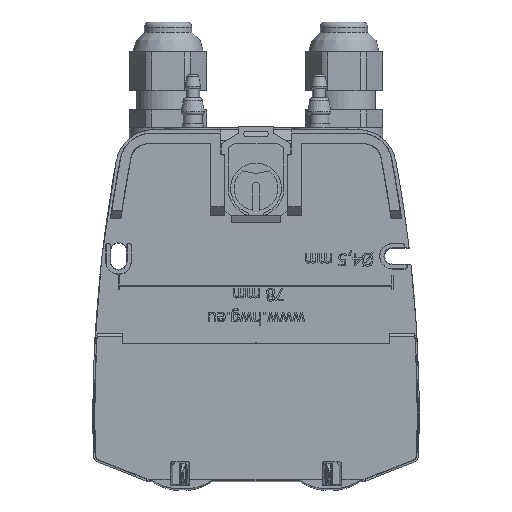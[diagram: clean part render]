
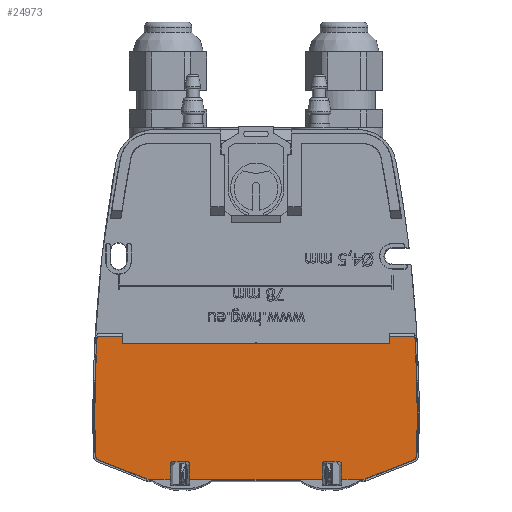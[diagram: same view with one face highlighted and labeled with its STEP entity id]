
A CAD part, front view. The second image highlights one B-rep face of the part: STEP entity #24973.
In plain terms, the highlighted planar face has unit normal (0, -1, 0).
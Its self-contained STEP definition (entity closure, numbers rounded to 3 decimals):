
#423=ELLIPSE('',#26508,0.8,0.8);
#425=ELLIPSE('',#26514,0.8,0.8);
#427=ELLIPSE('',#26519,0.8,0.8);
#429=ELLIPSE('',#26524,0.8,0.8);
#1626=PLANE('',#26661);
#2623=FACE_OUTER_BOUND('',#4087,.T.);
#4087=EDGE_LOOP('',(#19750,#19751,#19752,#19753,#19754,#19755,#19756,#19757,
#19758,#19759,#19760,#19761,#19762,#19763,#19764,#19765,#19766,#19767,#19768,
#19769,#19770,#19771,#19772,#19773,#19774,#19775));
#5911=LINE('',#40087,#8266);
#5935=LINE('',#40143,#8290);
#5947=LINE('',#40169,#8302);
#5951=LINE('',#40181,#8306);
#5956=LINE('',#40195,#8311);
#5959=LINE('',#40205,#8314);
#5971=LINE('',#40233,#8326);
#5973=LINE('',#40236,#8328);
#6081=LINE('',#40635,#8436);
#6082=LINE('',#40639,#8437);
#6083=LINE('',#40645,#8438);
#6084=LINE('',#40647,#8439);
#6085=LINE('',#40649,#8440);
#6086=LINE('',#40651,#8441);
#6087=LINE('',#40653,#8442);
#6088=LINE('',#40659,#8443);
#8266=VECTOR('',#29991,1.);
#8290=VECTOR('',#30049,1.);
#8302=VECTOR('',#30077,1.);
#8306=VECTOR('',#30093,1.);
#8311=VECTOR('',#30108,1.);
#8314=VECTOR('',#30121,1.);
#8326=VECTOR('',#30159,1.);
#8328=VECTOR('',#30163,1.);
#8436=VECTOR('',#30513,1.);
#8437=VECTOR('',#30516,1.);
#8438=VECTOR('',#30521,7.273);
#8439=VECTOR('',#30522,2.);
#8440=VECTOR('',#30523,76.);
#8441=VECTOR('',#30524,2.);
#8442=VECTOR('',#30525,7.273);
#8443=VECTOR('',#30530,1.);
#9950=CIRCLE('',#26662,3.413);
#9951=CIRCLE('',#26663,1.413);
#9952=CIRCLE('',#26664,399.413);
#9953=CIRCLE('',#26665,399.413);
#9954=CIRCLE('',#26666,1.413);
#9955=CIRCLE('',#26667,3.413);
#11538=VERTEX_POINT('',#40084);
#11539=VERTEX_POINT('',#40086);
#11553=VERTEX_POINT('',#40140);
#11554=VERTEX_POINT('',#40142);
#11558=VERTEX_POINT('',#40159);
#11560=VERTEX_POINT('',#40167);
#11561=VERTEX_POINT('',#40174);
#11562=VERTEX_POINT('',#40179);
#11563=VERTEX_POINT('',#40183);
#11565=VERTEX_POINT('',#40187);
#11566=VERTEX_POINT('',#40193);
#11568=VERTEX_POINT('',#40199);
#11571=VERTEX_POINT('',#40232);
#11660=VERTEX_POINT('',#40634);
#11661=VERTEX_POINT('',#40636);
#11662=VERTEX_POINT('',#40638);
#11663=VERTEX_POINT('',#40640);
#11664=VERTEX_POINT('',#40642);
#11665=VERTEX_POINT('',#40644);
#11666=VERTEX_POINT('',#40646);
#11667=VERTEX_POINT('',#40648);
#11668=VERTEX_POINT('',#40650);
#11669=VERTEX_POINT('',#40652);
#11670=VERTEX_POINT('',#40654);
#11671=VERTEX_POINT('',#40656);
#11672=VERTEX_POINT('',#40658);
#14367=EDGE_CURVE('',#11539,#11538,#5911,.F.);
#14397=EDGE_CURVE('',#11554,#11553,#5935,.F.);
#14407=EDGE_CURVE('',#11558,#11553,#423,.T.);
#14411=EDGE_CURVE('',#11558,#11560,#5947,.F.);
#14415=EDGE_CURVE('',#11561,#11560,#425,.T.);
#14417=EDGE_CURVE('',#11561,#11562,#5951,.F.);
#14421=EDGE_CURVE('',#11565,#11563,#427,.T.);
#14424=EDGE_CURVE('',#11565,#11566,#5956,.F.);
#14427=EDGE_CURVE('',#11568,#11538,#429,.T.);
#14429=EDGE_CURVE('',#11568,#11563,#5959,.F.);
#14441=EDGE_CURVE('',#11571,#11554,#5971,.T.);
#14443=EDGE_CURVE('',#11562,#11539,#5973,.T.);
#14605=EDGE_CURVE('',#11566,#11660,#6081,.T.);
#14606=EDGE_CURVE('',#11661,#11660,#9950,.F.);
#14607=EDGE_CURVE('',#11661,#11662,#6082,.T.);
#14608=EDGE_CURVE('',#11663,#11662,#9951,.F.);
#14609=EDGE_CURVE('',#11663,#11664,#9952,.T.);
#14610=EDGE_CURVE('',#11664,#11665,#6083,.T.);
#14611=EDGE_CURVE('',#11665,#11666,#6084,.T.);
#14612=EDGE_CURVE('',#11666,#11667,#6085,.T.);
#14613=EDGE_CURVE('',#11667,#11668,#6086,.T.);
#14614=EDGE_CURVE('',#11668,#11669,#6087,.T.);
#14615=EDGE_CURVE('',#11669,#11670,#9953,.T.);
#14616=EDGE_CURVE('',#11671,#11670,#9954,.F.);
#14617=EDGE_CURVE('',#11671,#11672,#6088,.T.);
#14618=EDGE_CURVE('',#11571,#11672,#9955,.F.);
#19750=ORIENTED_EDGE('',*,*,#14421,.F.);
#19751=ORIENTED_EDGE('',*,*,#14424,.T.);
#19752=ORIENTED_EDGE('',*,*,#14605,.T.);
#19753=ORIENTED_EDGE('',*,*,#14606,.F.);
#19754=ORIENTED_EDGE('',*,*,#14607,.T.);
#19755=ORIENTED_EDGE('',*,*,#14608,.F.);
#19756=ORIENTED_EDGE('',*,*,#14609,.T.);
#19757=ORIENTED_EDGE('',*,*,#14610,.T.);
#19758=ORIENTED_EDGE('',*,*,#14611,.T.);
#19759=ORIENTED_EDGE('',*,*,#14612,.T.);
#19760=ORIENTED_EDGE('',*,*,#14613,.T.);
#19761=ORIENTED_EDGE('',*,*,#14614,.T.);
#19762=ORIENTED_EDGE('',*,*,#14615,.T.);
#19763=ORIENTED_EDGE('',*,*,#14616,.F.);
#19764=ORIENTED_EDGE('',*,*,#14617,.T.);
#19765=ORIENTED_EDGE('',*,*,#14618,.F.);
#19766=ORIENTED_EDGE('',*,*,#14441,.T.);
#19767=ORIENTED_EDGE('',*,*,#14397,.T.);
#19768=ORIENTED_EDGE('',*,*,#14407,.F.);
#19769=ORIENTED_EDGE('',*,*,#14411,.T.);
#19770=ORIENTED_EDGE('',*,*,#14415,.F.);
#19771=ORIENTED_EDGE('',*,*,#14417,.T.);
#19772=ORIENTED_EDGE('',*,*,#14443,.T.);
#19773=ORIENTED_EDGE('',*,*,#14367,.T.);
#19774=ORIENTED_EDGE('',*,*,#14427,.F.);
#19775=ORIENTED_EDGE('',*,*,#14429,.T.);
#24973=ADVANCED_FACE('',(#2623),#1626,.F.);
#26508=AXIS2_PLACEMENT_3D('',#40161,#30068,#30069);
#26514=AXIS2_PLACEMENT_3D('',#40176,#30086,#30087);
#26519=AXIS2_PLACEMENT_3D('',#40189,#30100,#30101);
#26524=AXIS2_PLACEMENT_3D('',#40201,#30114,#30115);
#26661=AXIS2_PLACEMENT_3D('',#40633,#30511,#30512);
#26662=AXIS2_PLACEMENT_3D('',#40637,#30514,#30515);
#26663=AXIS2_PLACEMENT_3D('',#40641,#30517,#30518);
#26664=AXIS2_PLACEMENT_3D('',#40643,#30519,#30520);
#26665=AXIS2_PLACEMENT_3D('',#40655,#30526,#30527);
#26666=AXIS2_PLACEMENT_3D('',#40657,#30528,#30529);
#26667=AXIS2_PLACEMENT_3D('',#40660,#30531,#30532);
#29991=DIRECTION('',(0.,0.,-1.));
#30049=DIRECTION('',(0.,0.,-1.));
#30068=DIRECTION('center_axis',(0.,-1.,0.));
#30069=DIRECTION('ref_axis',(-0.894,0.,0.447));
#30077=DIRECTION('',(-1.,0.,0.));
#30086=DIRECTION('center_axis',(0.,-1.,0.));
#30087=DIRECTION('ref_axis',(0.894,0.,0.447));
#30093=DIRECTION('',(0.,0.,1.));
#30100=DIRECTION('center_axis',(0.,-1.,0.));
#30101=DIRECTION('ref_axis',(0.894,0.,0.447));
#30108=DIRECTION('',(0.,0.,1.));
#30114=DIRECTION('center_axis',(0.,-1.,0.));
#30115=DIRECTION('ref_axis',(-0.894,0.,0.447));
#30121=DIRECTION('',(-1.,0.,0.));
#30159=DIRECTION('',(1.,0.,0.));
#30163=DIRECTION('',(1.,0.,0.));
#30511=DIRECTION('center_axis',(0.,1.,0.));
#30512=DIRECTION('ref_axis',(1.,0.,0.));
#30513=DIRECTION('',(1.,0.,0.));
#30514=DIRECTION('center_axis',(0.,-1.,0.));
#30515=DIRECTION('ref_axis',(0.187,0.,-0.982));
#30516=DIRECTION('',(0.93,0.,0.367));
#30517=DIRECTION('center_axis',(0.,-1.,0.));
#30518=DIRECTION('ref_axis',(0.819,0.,-0.574));
#30519=DIRECTION('center_axis',(0.,-1.,0.));
#30520=DIRECTION('ref_axis',(1.,0.,-0.03));
#30521=DIRECTION('',(-1.,0.,0.));
#30522=DIRECTION('',(0.,0.,-1.));
#30523=DIRECTION('',(-1.,0.,0.));
#30524=DIRECTION('',(0.,0.,1.));
#30525=DIRECTION('',(-1.,0.,0.));
#30526=DIRECTION('center_axis',(0.,-1.,0.));
#30527=DIRECTION('ref_axis',(-0.998,0.,0.057));
#30528=DIRECTION('center_axis',(0.,-1.,0.));
#30529=DIRECTION('ref_axis',(-0.819,0.,-0.574));
#30530=DIRECTION('',(0.93,0.,-0.367));
#30531=DIRECTION('center_axis',(0.,-1.,0.));
#30532=DIRECTION('ref_axis',(-0.187,0.,-0.982));
#40084=CARTESIAN_POINT('',(18.784,0.,-95.242));
#40086=CARTESIAN_POINT('',(18.784,0.,-99.413));
#40087=CARTESIAN_POINT('',(18.784,0.,-65.298));
#40140=CARTESIAN_POINT('',(-24.416,0.,-95.242));
#40142=CARTESIAN_POINT('',(-24.416,0.,-99.413));
#40143=CARTESIAN_POINT('',(-24.416,0.,-65.298));
#40159=CARTESIAN_POINT('',(-23.616,0.,-94.442));
#40161=CARTESIAN_POINT('Origin',(-23.616,0.,-95.242));
#40167=CARTESIAN_POINT('',(-19.584,0.,-94.442));
#40169=CARTESIAN_POINT('',(171.389,0.,-94.442));
#40174=CARTESIAN_POINT('',(-18.784,0.,-95.242));
#40176=CARTESIAN_POINT('Origin',(-19.584,0.,-95.242));
#40179=CARTESIAN_POINT('',(-18.784,0.,-99.413));
#40181=CARTESIAN_POINT('',(-18.784,0.,-65.298));
#40183=CARTESIAN_POINT('',(23.616,0.,-94.442));
#40187=CARTESIAN_POINT('',(24.416,0.,-95.242));
#40189=CARTESIAN_POINT('Origin',(23.616,0.,-95.242));
#40193=CARTESIAN_POINT('',(24.416,0.,-99.413));
#40195=CARTESIAN_POINT('',(24.416,0.,-65.298));
#40199=CARTESIAN_POINT('',(19.584,0.,-94.442));
#40201=CARTESIAN_POINT('Origin',(19.584,0.,-95.242));
#40205=CARTESIAN_POINT('',(182.189,0.,-94.442));
#40232=CARTESIAN_POINT('',(-30.241,0.,-99.413));
#40233=CARTESIAN_POINT('',(96.121,0.,-99.413));
#40236=CARTESIAN_POINT('',(96.121,0.,-99.413));
#40633=CARTESIAN_POINT('Origin',(353.579,0.,-81.646));
#40634=CARTESIAN_POINT('',(30.241,0.,-99.413));
#40635=CARTESIAN_POINT('',(96.121,0.,-99.413));
#40636=CARTESIAN_POINT('',(31.491,0.,-99.175));
#40637=CARTESIAN_POINT('Origin',(30.241,0.,-96.));
#40638=CARTESIAN_POINT('',(44.788,0.,-93.937));
#40639=CARTESIAN_POINT('',(95.603,0.,-73.919));
#40640=CARTESIAN_POINT('',(45.682,0.,-92.662));
#40641=CARTESIAN_POINT('Origin',(44.27,0.,-92.623));
#40642=CARTESIAN_POINT('',(45.186,0.,-58.9));
#40643=CARTESIAN_POINT('Origin',(-353.579,0.,-81.646));
#40644=CARTESIAN_POINT('',(38.,0.,-58.9));
#40645=CARTESIAN_POINT('',(353.579,0.,-58.9));
#40646=CARTESIAN_POINT('',(38.,0.,-60.9));
#40647=CARTESIAN_POINT('',(38.,0.,-70.668));
#40648=CARTESIAN_POINT('',(-38.,0.,-60.9));
#40649=CARTESIAN_POINT('',(170.289,0.,-60.9));
#40650=CARTESIAN_POINT('',(-38.,0.,-58.9));
#40651=CARTESIAN_POINT('',(-38.,0.,-70.668));
#40652=CARTESIAN_POINT('',(-45.186,0.,-58.9));
#40653=CARTESIAN_POINT('',(353.579,0.,-58.9));
#40654=CARTESIAN_POINT('',(-45.682,0.,-92.662));
#40655=CARTESIAN_POINT('Origin',(353.579,0.,-81.646));
#40656=CARTESIAN_POINT('',(-44.788,0.,-93.937));
#40657=CARTESIAN_POINT('Origin',(-44.27,0.,-92.623));
#40658=CARTESIAN_POINT('',(-31.491,0.,-99.175));
#40659=CARTESIAN_POINT('',(61.145,0.,-135.669));
#40660=CARTESIAN_POINT('Origin',(-30.241,0.,-96.));
